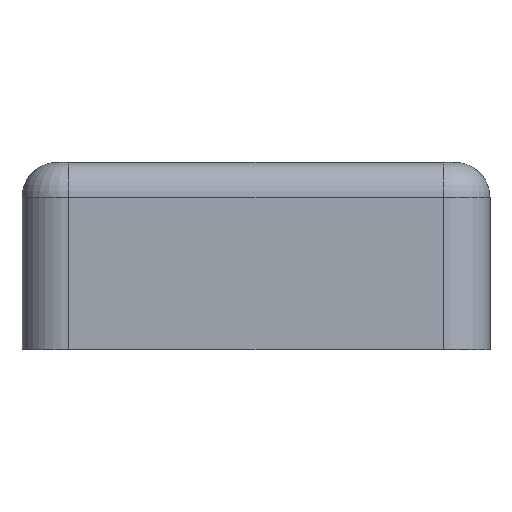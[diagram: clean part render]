
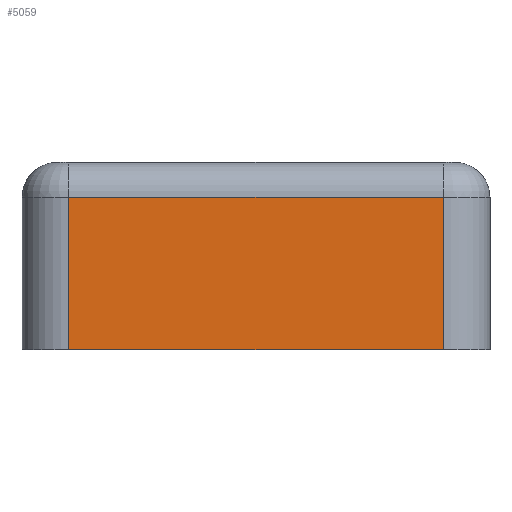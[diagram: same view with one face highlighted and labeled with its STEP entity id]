
A CAD part, front view. The second image highlights one B-rep face of the part: STEP entity #5059.
In plain terms, the highlighted planar face has unit normal (0, -1, 0).
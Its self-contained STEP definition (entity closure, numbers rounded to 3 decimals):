
#39 = AXIS2_PLACEMENT_3D ( 'NONE', #414, #424, #506 ) ;
#130 = EDGE_CURVE ( 'NONE', #4032, #4028, #2090, .T. ) ;
#367 = PLANE ( 'NONE',  #39 ) ;
#414 = CARTESIAN_POINT ( 'NONE',  ( -20., -40., 16. ) ) ;
#424 = DIRECTION ( 'NONE',  ( 0., 1., 0. ) ) ;
#506 = DIRECTION ( 'NONE',  ( -1., 0., 0. ) ) ;
#584 = EDGE_CURVE ( 'NONE', #4028, #3561, #5083, .T. ) ;
#586 = EDGE_CURVE ( 'NONE', #3561, #3534, #5086, .T. ) ;
#589 = EDGE_CURVE ( 'NONE', #3534, #4032, #5085, .T. ) ;
#2090 = LINE ( 'NONE', #2361, #2092 ) ;
#2092 = VECTOR ( 'NONE', #2538, 1000. ) ;
#2361 = CARTESIAN_POINT ( 'NONE',  ( -20., -40., 0. ) ) ;
#2538 = DIRECTION ( 'NONE',  ( 1., 0., 0. ) ) ;
#2844 = DIRECTION ( 'NONE',  ( 0., 0., -1. ) ) ;
#2845 = CARTESIAN_POINT ( 'NONE',  ( -16., -40., 16. ) ) ;
#2846 = DIRECTION ( 'NONE',  ( -1., 0., 0. ) ) ;
#2847 = CARTESIAN_POINT ( 'NONE',  ( -20., -40., 13. ) ) ;
#2848 = DIRECTION ( 'NONE',  ( 0., 0., 1. ) ) ;
#2849 = CARTESIAN_POINT ( 'NONE',  ( 16., -40., 16. ) ) ;
#3534 = VERTEX_POINT ( 'NONE', #6701 ) ;
#3561 = VERTEX_POINT ( 'NONE', #7106 ) ;
#4028 = VERTEX_POINT ( 'NONE', #7245 ) ;
#4032 = VERTEX_POINT ( 'NONE', #7220 ) ;
#4712 = EDGE_LOOP ( 'NONE', ( #5447, #5431, #5438, #5433 ) ) ;
#5059 = ADVANCED_FACE ( 'NONE', ( #7470 ), #367, .F. ) ;
#5083 = LINE ( 'NONE', #2849, #5084 ) ;
#5084 = VECTOR ( 'NONE', #2848, 1000. ) ;
#5085 = LINE ( 'NONE', #2845, #5089 ) ;
#5086 = LINE ( 'NONE', #2847, #5087 ) ;
#5087 = VECTOR ( 'NONE', #2846, 1000. ) ;
#5089 = VECTOR ( 'NONE', #2844, 1000. ) ;
#5431 = ORIENTED_EDGE ( 'NONE', *, *, #586, .T. ) ;
#5433 = ORIENTED_EDGE ( 'NONE', *, *, #130, .T. ) ;
#5438 = ORIENTED_EDGE ( 'NONE', *, *, #589, .T. ) ;
#5447 = ORIENTED_EDGE ( 'NONE', *, *, #584, .T. ) ;
#6701 = CARTESIAN_POINT ( 'NONE',  ( -16., -40., 13. ) ) ;
#7106 = CARTESIAN_POINT ( 'NONE',  ( 16., -40., 13. ) ) ;
#7220 = CARTESIAN_POINT ( 'NONE',  ( -16., -40., 0. ) ) ;
#7245 = CARTESIAN_POINT ( 'NONE',  ( 16., -40., 0. ) ) ;
#7470 = FACE_OUTER_BOUND ( 'NONE', #4712, .T. ) ;
